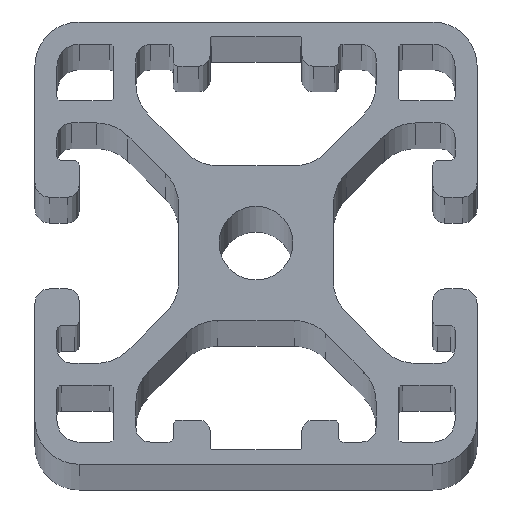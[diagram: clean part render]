
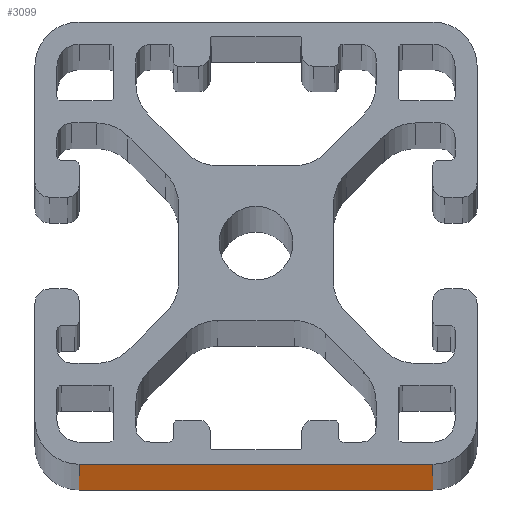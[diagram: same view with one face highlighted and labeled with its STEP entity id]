
A CAD part, top view. The second image highlights one B-rep face of the part: STEP entity #3099.
In plain terms, the highlighted planar face has unit normal (0, -1, 0).
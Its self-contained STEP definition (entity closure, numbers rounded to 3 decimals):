
#410=FACE_OUTER_BOUND($,#564,.T.);
#564=EDGE_LOOP($,(#2550,#2551,#2552,#2553));
#880=LINE($,#5237,#1184);
#881=LINE($,#5240,#1185);
#882=LINE($,#5242,#1186);
#883=LINE($,#5243,#1187);
#1184=VECTOR($,#4313,1000.);
#1185=VECTOR($,#4316,24.);
#1186=VECTOR($,#4317,24.);
#1187=VECTOR($,#4318,1000.);
#1490=VERTEX_POINT($,#5233);
#1491=VERTEX_POINT($,#5235);
#1492=VERTEX_POINT($,#5239);
#1493=VERTEX_POINT($,#5241);
#1944=EDGE_CURVE($,#1490,#1491,#880,.T.);
#1945=EDGE_CURVE($,#1492,#1490,#881,.T.);
#1946=EDGE_CURVE($,#1493,#1491,#882,.T.);
#1947=EDGE_CURVE($,#1492,#1493,#883,.T.);
#2550=ORIENTED_EDGE($,*,*,#1945,.T.);
#2551=ORIENTED_EDGE($,*,*,#1944,.T.);
#2552=ORIENTED_EDGE($,*,*,#1946,.F.);
#2553=ORIENTED_EDGE($,*,*,#1947,.F.);
#2946=PLANE($,#3407);
#3099=ADVANCED_FACE($,(#410),#2946,.T.);
#3407=AXIS2_PLACEMENT_3D($,#5238,#4314,#4315);
#4313=DIRECTION($,(0.,0.,1.));
#4314=DIRECTION('center_axis',(0.,-1.,0.));
#4315=DIRECTION('ref_axis',(1.,0.,0.));
#4316=DIRECTION($,(1.,0.,0.));
#4317=DIRECTION($,(1.,0.,0.));
#4318=DIRECTION($,(0.,0.,1.));
#5233=CARTESIAN_POINT('',(24.,0.,0.));
#5235=CARTESIAN_POINT('',(24.,0.,1000.));
#5237=CARTESIAN_POINT($,(24.,0.,0.));
#5238=CARTESIAN_POINT('Origin',(0.,0.,0.));
#5239=CARTESIAN_POINT('',(0.,0.,0.));
#5240=CARTESIAN_POINT($,(0.,0.,0.));
#5241=CARTESIAN_POINT('',(0.,0.,1000.));
#5242=CARTESIAN_POINT($,(0.,0.,1000.));
#5243=CARTESIAN_POINT($,(0.,0.,0.));
